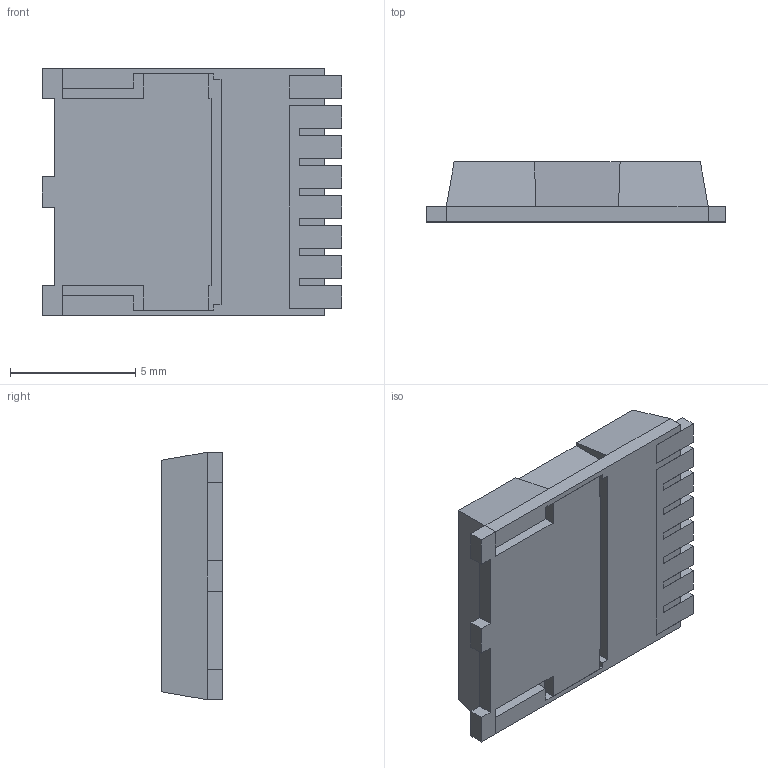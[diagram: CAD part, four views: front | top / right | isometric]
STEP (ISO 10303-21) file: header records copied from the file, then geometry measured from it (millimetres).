
FILE_DESCRIPTION (( 'STEP AP214' ), '1' );
FILE_NAME ('FDBL0240N100.STEP', '2022-08-06T02:34:42', ( '' ), ( '' ), 'SwSTEP 2.0', 'SolidWorks 2018', '' );
FILE_SCHEMA (( 'AUTOMOTIVE_DESIGN' ));
Length unit declared in the file: millimetre
Products named in the file (1): FDBL0240N100
Bounding box: 11.98 x 2.4 x 9.9 mm (x, y, z)
Volume: 236 mm3; surface area: 521.9 mm2
Topology: 4 solids, 4 shells, 150 faces, 405 edges, 260 vertices
Faces by surface type: plane 148, cylinder 2
Entity records: 5456 total; most frequent: CARTESIAN_POINT 816, ORIENTED_EDGE 810, DIRECTION 711, EDGE_CURVE 405, LINE 401, VECTOR 401, VERTEX_POINT 260, AXIS2_PLACEMENT_3D 155
